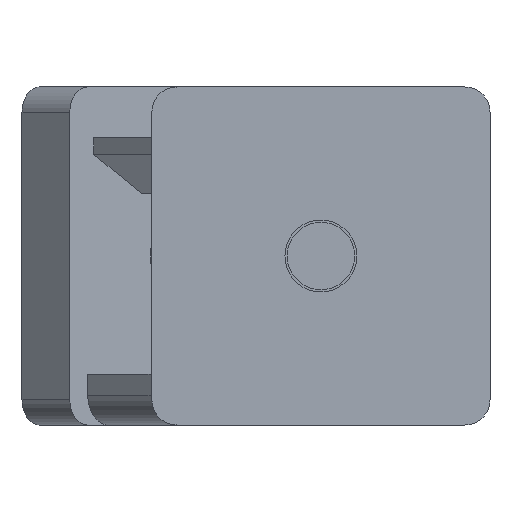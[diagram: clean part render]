
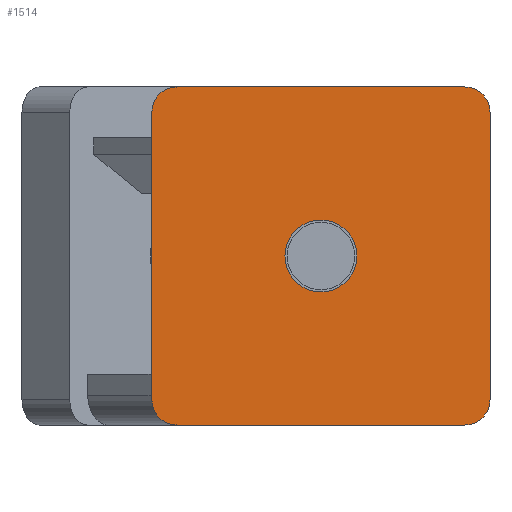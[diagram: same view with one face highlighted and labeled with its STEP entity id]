
A CAD part, front view. The second image highlights one B-rep face of the part: STEP entity #1514.
In plain terms, the highlighted planar face has unit normal (0, -1, 0).
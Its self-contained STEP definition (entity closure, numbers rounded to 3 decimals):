
#16 = EDGE_CURVE ( 'NONE', #3163, #2068, #989, .T. ) ;
#24 = CARTESIAN_POINT ( 'NONE',  ( 17., -8., -17. ) ) ;
#107 = CIRCLE ( 'NONE', #4511, 4.25 ) ;
#157 = EDGE_CURVE ( 'NONE', #2143, #1593, #2569, .T. ) ;
#196 = ORIENTED_EDGE ( 'NONE', *, *, #3853, .F. ) ;
#365 = DIRECTION ( 'NONE',  ( 0., -1., 0. ) ) ;
#575 = DIRECTION ( 'NONE',  ( 0., 1., 0. ) ) ;
#598 = CARTESIAN_POINT ( 'NONE',  ( 0., -8., 20. ) ) ;
#807 = CARTESIAN_POINT ( 'NONE',  ( 20., -8., -17. ) ) ;
#826 = LINE ( 'NONE', #1318, #3462 ) ;
#872 = DIRECTION ( 'NONE',  ( 0., 0., 1. ) ) ;
#989 = LINE ( 'NONE', #2695, #3985 ) ;
#1116 = DIRECTION ( 'NONE',  ( 0., 1., 0. ) ) ;
#1246 = CIRCLE ( 'NONE', #2717, 3. ) ;
#1318 = CARTESIAN_POINT ( 'NONE',  ( 0., -8., -20. ) ) ;
#1326 = CARTESIAN_POINT ( 'NONE',  ( 20., -8., 17. ) ) ;
#1372 = AXIS2_PLACEMENT_3D ( 'NONE', #24, #1116, #2112 ) ;
#1398 = LINE ( 'NONE', #598, #3284 ) ;
#1514 = ADVANCED_FACE ( 'NONE', ( #3124, #2102 ), #3253, .F. ) ;
#1536 = AXIS2_PLACEMENT_3D ( 'NONE', #1642, #575, #1962 ) ;
#1593 = VERTEX_POINT ( 'NONE', #2964 ) ;
#1595 = VERTEX_POINT ( 'NONE', #4003 ) ;
#1642 = CARTESIAN_POINT ( 'NONE',  ( -17., -8., -17. ) ) ;
#1693 = ORIENTED_EDGE ( 'NONE', *, *, #2692, .F. ) ;
#1699 = CARTESIAN_POINT ( 'NONE',  ( -20., -8., 0. ) ) ;
#1726 = VERTEX_POINT ( 'NONE', #4441 ) ;
#1738 = CARTESIAN_POINT ( 'NONE',  ( 0., -8., 0. ) ) ;
#1815 = ORIENTED_EDGE ( 'NONE', *, *, #2386, .F. ) ;
#1826 = CARTESIAN_POINT ( 'NONE',  ( 17., -8., 20. ) ) ;
#1888 = CARTESIAN_POINT ( 'NONE',  ( -17., -8., -20. ) ) ;
#1893 = CARTESIAN_POINT ( 'NONE',  ( -20., -8., -17. ) ) ;
#1962 = DIRECTION ( 'NONE',  ( 0., 0., 1. ) ) ;
#2002 = CARTESIAN_POINT ( 'NONE',  ( 17., -8., -20. ) ) ;
#2026 = VERTEX_POINT ( 'NONE', #1826 ) ;
#2068 = VERTEX_POINT ( 'NONE', #807 ) ;
#2087 = DIRECTION ( 'NONE',  ( 0., -1., 0. ) ) ;
#2102 = FACE_OUTER_BOUND ( 'NONE', #3234, .T. ) ;
#2112 = DIRECTION ( 'NONE',  ( -1., 0., 0. ) ) ;
#2113 = DIRECTION ( 'NONE',  ( 0., 0., -1. ) ) ;
#2143 = VERTEX_POINT ( 'NONE', #1893 ) ;
#2200 = DIRECTION ( 'NONE',  ( 0., 1., 0. ) ) ;
#2213 = DIRECTION ( 'NONE',  ( -1., 0., 0. ) ) ;
#2239 = CARTESIAN_POINT ( 'NONE',  ( 0., -8., 0. ) ) ;
#2280 = ORIENTED_EDGE ( 'NONE', *, *, #2794, .F. ) ;
#2386 = EDGE_CURVE ( 'NONE', #1726, #2026, #1398, .T. ) ;
#2398 = EDGE_LOOP ( 'NONE', ( #196, #3624 ) ) ;
#2516 = EDGE_CURVE ( 'NONE', #3745, #1595, #107, .T. ) ;
#2532 = DIRECTION ( 'NONE',  ( 0., 1., 0. ) ) ;
#2534 = CARTESIAN_POINT ( 'NONE',  ( 17., -8., 17. ) ) ;
#2569 = LINE ( 'NONE', #1699, #4319 ) ;
#2665 = AXIS2_PLACEMENT_3D ( 'NONE', #1738, #2087, #3829 ) ;
#2680 = DIRECTION ( 'NONE',  ( 0., 0., -1. ) ) ;
#2692 = EDGE_CURVE ( 'NONE', #3928, #2143, #3961, .T. ) ;
#2695 = CARTESIAN_POINT ( 'NONE',  ( 20., -8., 0. ) ) ;
#2717 = AXIS2_PLACEMENT_3D ( 'NONE', #3972, #2200, #4331 ) ;
#2776 = ORIENTED_EDGE ( 'NONE', *, *, #16, .F. ) ;
#2790 = CARTESIAN_POINT ( 'NONE',  ( 0., -8., 0. ) ) ;
#2794 = EDGE_CURVE ( 'NONE', #2068, #4474, #3984, .T. ) ;
#2795 = AXIS2_PLACEMENT_3D ( 'NONE', #2239, #2532, #872 ) ;
#2804 = CARTESIAN_POINT ( 'NONE',  ( 0., -8., 4.25 ) ) ;
#2935 = EDGE_CURVE ( 'NONE', #1593, #1726, #1246, .T. ) ;
#2947 = EDGE_CURVE ( 'NONE', #2026, #3163, #3307, .T. ) ;
#2964 = CARTESIAN_POINT ( 'NONE',  ( -20., -8., 17. ) ) ;
#3083 = CIRCLE ( 'NONE', #2665, 4.25 ) ;
#3124 = FACE_BOUND ( 'NONE', #2398, .T. ) ;
#3163 = VERTEX_POINT ( 'NONE', #1326 ) ;
#3234 = EDGE_LOOP ( 'NONE', ( #3605, #1693, #3850, #2280, #2776, #3649, #1815, #3518 ) ) ;
#3253 = PLANE ( 'NONE',  #2795 ) ;
#3284 = VECTOR ( 'NONE', #3366, 1000. ) ;
#3307 = CIRCLE ( 'NONE', #3876, 3. ) ;
#3366 = DIRECTION ( 'NONE',  ( 1., 0., 0. ) ) ;
#3453 = DIRECTION ( 'NONE',  ( 0., 0., 1. ) ) ;
#3462 = VECTOR ( 'NONE', #3801, 1000. ) ;
#3518 = ORIENTED_EDGE ( 'NONE', *, *, #2935, .F. ) ;
#3605 = ORIENTED_EDGE ( 'NONE', *, *, #157, .F. ) ;
#3624 = ORIENTED_EDGE ( 'NONE', *, *, #2516, .F. ) ;
#3626 = EDGE_CURVE ( 'NONE', #4474, #3928, #826, .T. ) ;
#3649 = ORIENTED_EDGE ( 'NONE', *, *, #2947, .F. ) ;
#3745 = VERTEX_POINT ( 'NONE', #2804 ) ;
#3801 = DIRECTION ( 'NONE',  ( -1., 0., 0. ) ) ;
#3829 = DIRECTION ( 'NONE',  ( 0., 0., -1. ) ) ;
#3850 = ORIENTED_EDGE ( 'NONE', *, *, #3626, .F. ) ;
#3853 = EDGE_CURVE ( 'NONE', #1595, #3745, #3083, .T. ) ;
#3876 = AXIS2_PLACEMENT_3D ( 'NONE', #2534, #4297, #2213 ) ;
#3928 = VERTEX_POINT ( 'NONE', #1888 ) ;
#3961 = CIRCLE ( 'NONE', #1536, 3. ) ;
#3972 = CARTESIAN_POINT ( 'NONE',  ( -17., -8., 17. ) ) ;
#3984 = CIRCLE ( 'NONE', #1372, 3. ) ;
#3985 = VECTOR ( 'NONE', #2680, 1000. ) ;
#4003 = CARTESIAN_POINT ( 'NONE',  ( 0., -8., -4.25 ) ) ;
#4297 = DIRECTION ( 'NONE',  ( 0., 1., 0. ) ) ;
#4319 = VECTOR ( 'NONE', #3453, 1000. ) ;
#4331 = DIRECTION ( 'NONE',  ( 0., 0., 1. ) ) ;
#4441 = CARTESIAN_POINT ( 'NONE',  ( -17., -8., 20. ) ) ;
#4474 = VERTEX_POINT ( 'NONE', #2002 ) ;
#4511 = AXIS2_PLACEMENT_3D ( 'NONE', #2790, #365, #2113 ) ;
